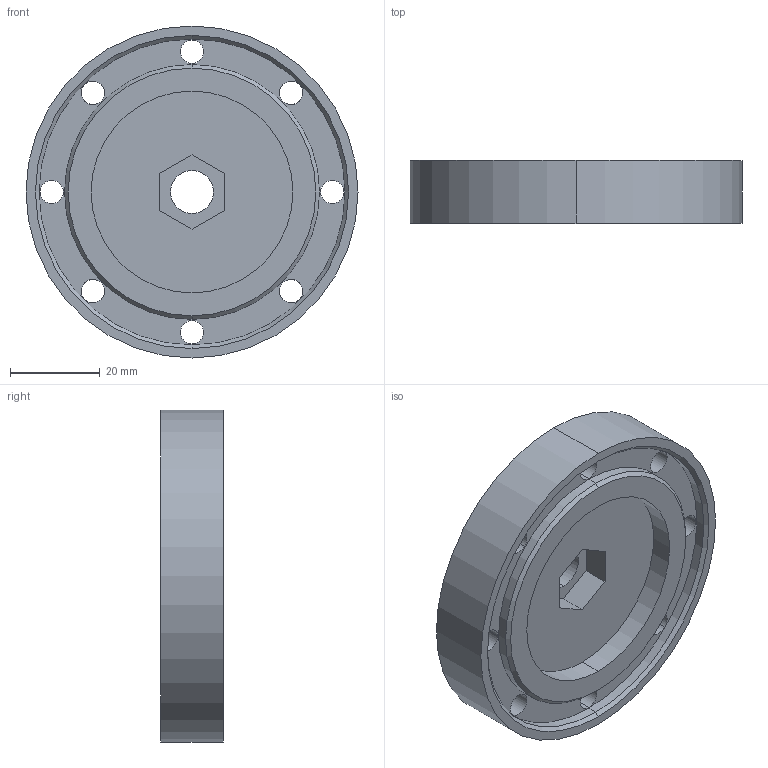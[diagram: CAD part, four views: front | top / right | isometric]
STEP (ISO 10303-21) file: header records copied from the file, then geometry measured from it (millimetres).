
FILE_DESCRIPTION (( 'STEP AP203' ), '1' );
FILE_NAME ('mountPad.STEP', '2022-11-09T00:16:24', ( '' ), ( '' ), 'SwSTEP 2.0', 'SolidWorks 2020', '' );
FILE_SCHEMA (( 'CONFIG_CONTROL_DESIGN' ));
Length unit declared in the file: millimetre
Products named in the file (1): mountPad
Bounding box: 74 x 14 x 74 mm (x, y, z)
Volume: 45564.2 mm3; surface area: 14832.3 mm2
Topology: 1 solids, 1 shells, 58 faces, 148 edges, 96 vertices
Faces by surface type: cylinder 26, cone 20, plane 12
Entity records: 1905 total; most frequent: DIRECTION 350, CARTESIAN_POINT 303, ORIENTED_EDGE 296, EDGE_CURVE 148, AXIS2_PLACEMENT_3D 143, VERTEX_POINT 96, CIRCLE 84, EDGE_LOOP 80
